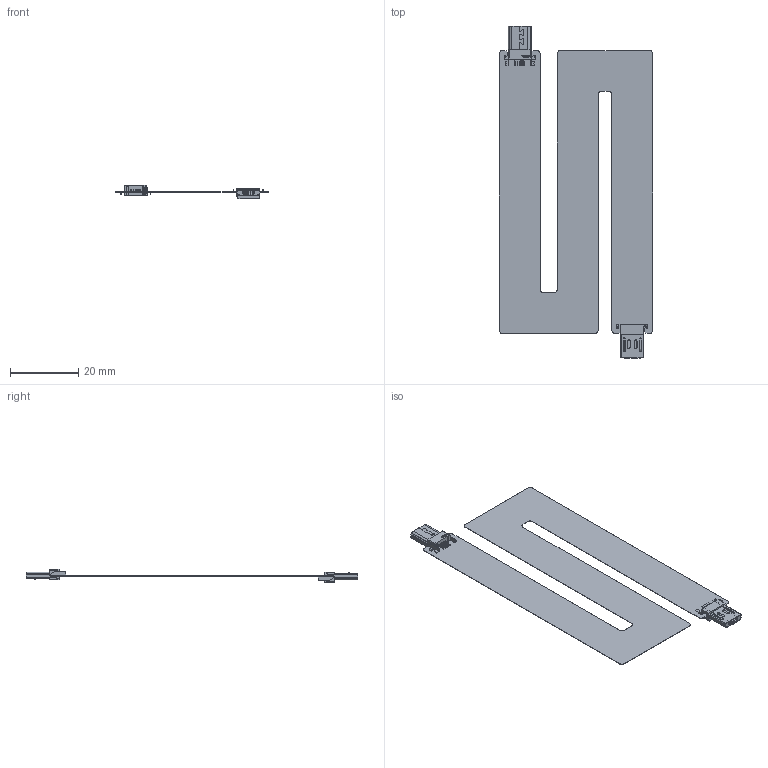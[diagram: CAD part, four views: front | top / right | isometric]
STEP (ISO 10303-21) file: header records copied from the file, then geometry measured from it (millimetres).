
FILE_DESCRIPTION(('Designed by EasyEDA Pro'),'2;1');
FILE_NAME('Open CASCADE Shape Model','2024-12-01T16:53:48',('Author'),( 'Open CASCADE'),'Open CASCADE STEP processor 7.8','Open CASCADE 7.8' ,'Unknown');
FILE_SCHEMA(('AUTOMOTIVE_DESIGN { 1 0 10303 214 1 1 1 1 }'));
Length unit declared in the file: millimetre
Products named in the file (8): PCBModel; TopTrack; BottomTrack; Board; Laaw-USB2; MICRO-USB-SMD_ZD-103PWB; COMPOUND; Laaw-USB1
Assembly tree (8 placements, depth 4):
  PCBModel
    TopTrack
    BottomTrack
    Board
    Laaw-USB2
      MICRO-USB-SMD_ZD-103PWB
        COMPOUND
    Laaw-USB1
      MICRO-USB-SMD_ZD-103PWB
        COMPOUND
Bounding box: 44.98 x 97.35 x 3.93 mm (x, y, z)
Volume: 576.7 mm3; surface area: 7456 mm2
Topology: 23 solids, 23 shells, 1368 faces, 3786 edges, 2512 vertices
Faces by surface type: plane 882, cylinder 274, bspline 196, torus 16
Entity records: 27969 total; most frequent: CARTESIAN_POINT 5329, ORIENTED_EDGE 3966, DIRECTION 3349, EDGE_CURVE 1983, LINE 1469, VECTOR 1469, VERTEX_POINT 1316, AXIS2_PLACEMENT_3D 940
